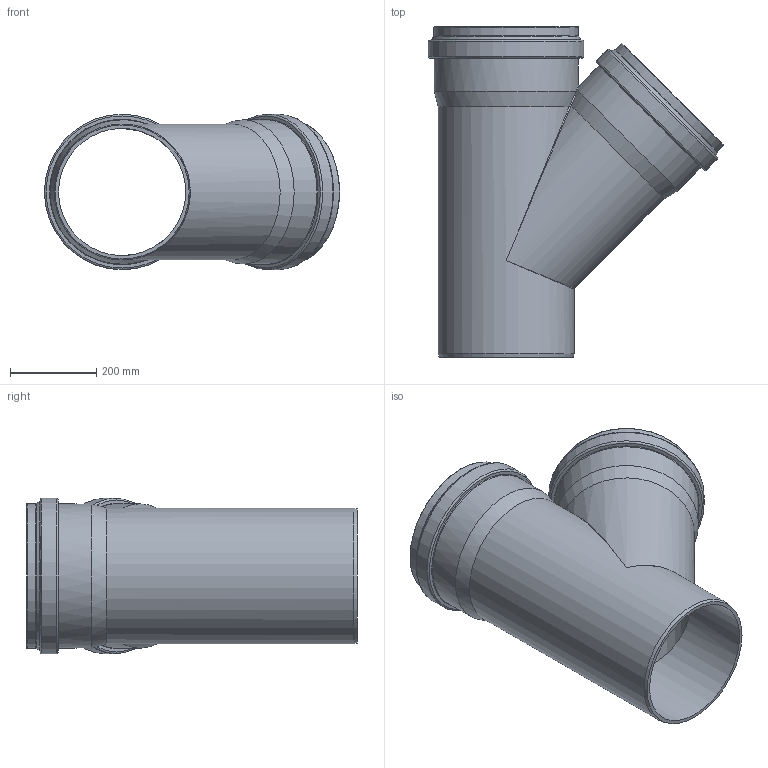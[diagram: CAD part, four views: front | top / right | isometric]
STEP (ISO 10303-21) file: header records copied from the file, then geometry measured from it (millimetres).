
FILE_DESCRIPTION(/* description */ (''),/* implementation_level */ '2;1');
FILE_NAME(/* name */ '772880 KG2000EA Abzweig DN_OD 315_315_45°.stp',/* time_stamp */ '2017-01-31T08:18:33+01:00',/* author */ ('user1'),/* organization */ (''),/* preprocessor_version */ 'ST-DEVELOPER v16.1',/* originating_system */ 'Autodesk Inventor 2016',/* authorisation */ '');
FILE_SCHEMA (('AUTOMOTIVE_DESIGN { 1 0 10303 214 3 1 1 }'));
Length unit declared in the file: millimetre
Products named in the file (1): 772880 KG2000EA Abzweig DN_OD 315_315_45°
Bounding box: 685 x 767 x 360.8 mm (x, y, z)
Volume: 10228616.4 mm3; surface area: 2149808.4 mm2
Topology: 1 solids, 1 shells, 77 faces, 167 edges, 93 vertices
Faces by surface type: torus 28, cylinder 19, cone 15, plane 9, bspline 6
Full cylindrical faces by diameter (mm): 295.3 x2, 315.3 x1, 317.1 x2, 317.5 x4, 334.7 x2, 335.1 x2, 343.2 x2, 360.8 x2
Entity records: 2116 total; most frequent: CARTESIAN_POINT 704, DIRECTION 304, ORIENTED_EDGE 198, AXIS2_PLACEMENT_3D 152, EDGE_LOOP 145, EDGE_CURVE 99, VERTEX_POINT 88, FACE_OUTER_BOUND 77
